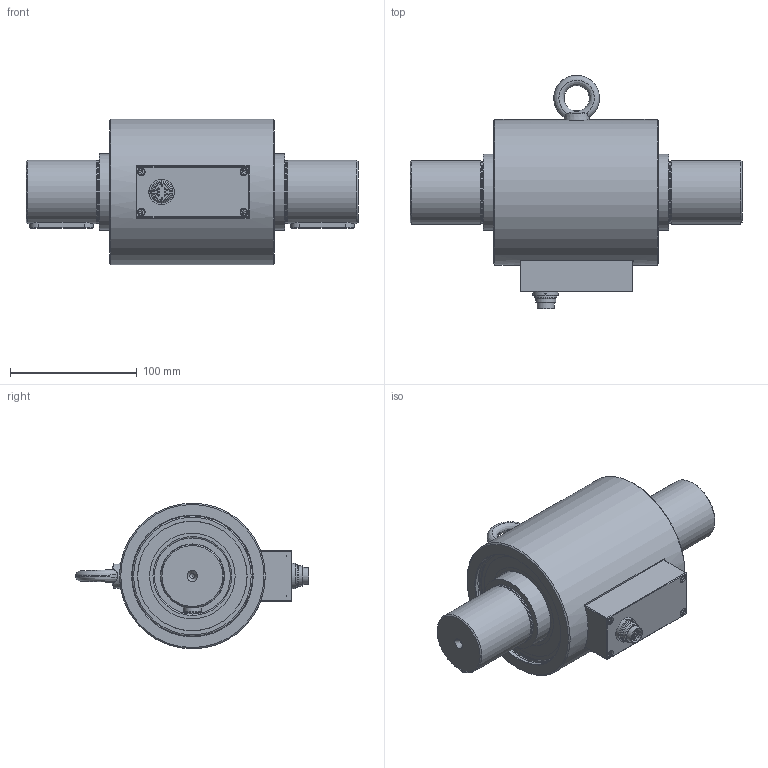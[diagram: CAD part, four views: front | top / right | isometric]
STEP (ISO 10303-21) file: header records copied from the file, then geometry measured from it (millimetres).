
FILE_DESCRIPTION( ( 'Unknown' ), '1' );
FILE_NAME( '2361-Z03_DOC-00104078.stp', 'Unknown', ( 'Unknown' ), ( 'Unknown' ), 'PSStep 17.0.49', 'Unknown', ' ' );
FILE_SCHEMA( ( 'AUTOMOTIVE_DESIGN { 1 0 10303 214 1 1 1 1 }' ) );
Length unit declared in the file: millimetre
Products named in the file (35): 2247-b05_doc-00045639; 2247-003_doc-00016120; Zylinderschraube DIN 912-M3x25; Zylinderschraube DIN 912-M3x25-oa1; Zylinderschraube DIN 912-M3x25-oa2; Zylinderschraube DIN 912-M3x25-oa3; 2247-b04_doc-00047666; 2247-001_doc-00047567; Sicherungsring DIN 472-95x3-T1; Ringschraube M8 DIN 580-oa0; DIN 625-T1-6012-2RS_60x95x18; 2531-B013_DOC-00078571; 2301-015_DOC-00103667; Paßfeder A14x9x50 DIN 6885; Paßfeder A14x9x50 DIN 6885-oa8; Assem1; Zylinderschraube DIN 912-M3x25-oa4; Zylinderschraube DIN 912-M3x25-oa5; Zylinderschraube DIN 912-M3x25-oa6; Zylinderschraube DIN 912-M3x25-oa7; flanschstecker 12-polig serie 723; mutter_09-0323-89-06_DOC-00067592
Assembly tree (34 placements, depth 3):
  Assem1
    Zylinderschraube DIN 912-M3x25-oa4
    Zylinderschraube DIN 912-M3x25-oa5
    Zylinderschraube DIN 912-M3x25-oa6
    Zylinderschraube DIN 912-M3x25-oa7
    flanschstecker 12-polig serie 723
    mutter_09-0323-89-06_DOC-00067592
    2247-b04_doc-00047666
      2247-001_doc-00047567
      Sicherungsring DIN 472-95x3-T1
      Ringschraube M8 DIN 580-oa0
      DIN 625-T1-6012-2RS_60x95x18
      DIN 625-T1-6012-2RS_60x95x18
      DIN 625-T1-6012-2RS_60x95x18
      DIN 625-T1-6012-2RS_60x95x18
      DIN 625-T1-6012-2RS_60x95x18
      DIN 625-T1-6012-2RS_60x95x18
      DIN 625-T1-6012-2RS_60x95x18
    2247-b05_doc-00045639
      2247-003_doc-00016120
      Zylinderschraube DIN 912-M3x25
      Zylinderschraube DIN 912-M3x25-oa1
      Zylinderschraube DIN 912-M3x25-oa2
      Zylinderschraube DIN 912-M3x25-oa3
    2531-B013_DOC-00078571
      DIN 625-T1-6012-2RS_60x95x18
      DIN 625-T1-6012-2RS_60x95x18
      DIN 625-T1-6012-2RS_60x95x18
      DIN 625-T1-6012-2RS_60x95x18
      DIN 625-T1-6012-2RS_60x95x18
      DIN 625-T1-6012-2RS_60x95x18
      DIN 625-T1-6012-2RS_60x95x18
      2301-015_DOC-00103667
      Paßfeder A14x9x50 DIN 6885
      Paßfeder A14x9x50 DIN 6885-oa8
Bounding box: 262 x 183.98 x 115 mm (x, y, z)
Volume: 1243685.5 mm3; surface area: 297188.1 mm2
Topology: 31 solids, 33 shells, 496 faces, 988 edges, 637 vertices
Faces by surface type: plane 238, cylinder 157, cone 60, torus 37, bspline 4
Full cylindrical faces by diameter (mm): 1 x24, 2.387 x8, 3 x16, 3.4 x4, 3.5 x2, 4 x3, 4.917 x1, 5.5 x8, 6 x5, 12 x1, 13.5 x1, 15 x1, 15.875 x1, 17.188 x1, 17.462 x1, 17.8 x1, 20 x3, 22 x1, 49.4 x2, 50 x2, 60 x3, 67.5 x4, 67.52 x4, 74.25 x4, 82.175 x4, 86.36 x4, 86.38 x4, 86.48 x4, 86.5 x4, 95 x3
Entity records: 18239 total; most frequent: CARTESIAN_POINT 4321, DIRECTION 2104, ORIENTED_EDGE 1414, AXIS2_PLACEMENT_3D 940, EDGE_LOOP 836, EDGE_CURVE 707, FACE_OUTER_BOUND 648, VERTEX_POINT 590
